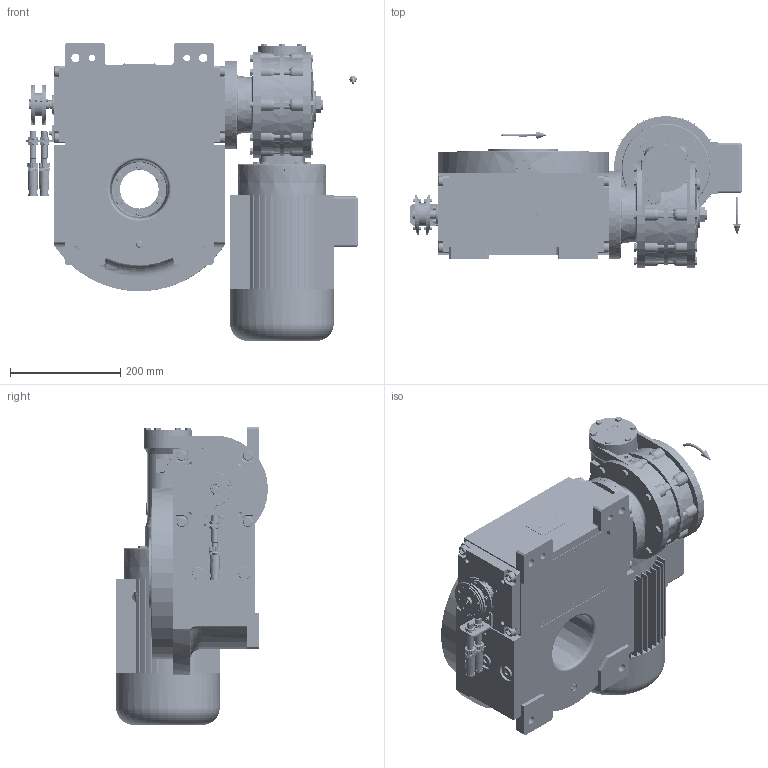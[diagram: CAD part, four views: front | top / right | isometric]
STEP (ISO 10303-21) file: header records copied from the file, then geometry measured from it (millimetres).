
FILE_DESCRIPTION (( 'STEP AP203' ), '1' );
FILE_NAME ('PC5201833.step', '2026-02-10T11:16:09', ( '' ), ( '' ), 'SwSTEP 2.0', 'SolidWorks 2020', '' );
FILE_SCHEMA (( 'CONFIG_CONTROL_DESIGN' ));
Length unit declared in the file: millimetre
Products named in the file (96): AS_cfn2400_04_024; cfn2070_05_009; cfn2000_01_099; cfn2000_01_126; AS_rig09_017; cfn2107_01_001; cfn2205_01_015; rig09_004; cfn2115_02_057; cfn2000_01_081; cfn2003_01_054; cfn2000_01_184; CFN2155_01_195.stp; cfn2155_01_095; rig09_003_8; RMI85_F3_LCB_DX_100B14; cfn2151_01_170; TN100A4B14; AS_rig09_002_bl_003; CFN2223_02_003.stp; CFN2010_02_002.stp; cfn2401_02_005; CFN2203_02_002.stp; AS_rig09_071_8_m; RIG09_005_AF0.stp; AS_900_38_30_003; AS_900_00_00_005; cfn2055_01_002; rig09_002_bl_003; cfn2115_02_058; cfn2155_01_196; AS_cfn2476_01_002_60x46; CFN2104_02_018.stp; CFN2000_01_185.stp; olio_agip_blasia_150; cfn2128_19_002; AS_rig09_004; rig09_071_8_m.stp; rig09_001_a; cfn2104_01_018 ...
Assembly tree (88 placements, depth 5):
  cfn2205_01_015
  cfn2115_02_057
  cfn2151_01_170
  CFN2223_02_003.stp
  CFN2203_02_002.stp
Bounding box: 602 x 275.5 x 540 mm (x, y, z)
Volume: 16445381.9 mm3; surface area: 2091129.6 mm2
Topology: 76 solids, 76 shells, 6069 faces, 15338 edges, 9721 vertices
Faces by surface type: plane 2995, cylinder 1882, cone 919, torus 230, bspline 35, sphere 8
Entity records: 176242 total; most frequent: CARTESIAN_POINT 47544, DIRECTION 24774, ORIENTED_EDGE 24708, EDGE_CURVE 12354, AXIS2_PLACEMENT_3D 9015, VERTEX_POINT 7895, LINE 6744, VECTOR 6744
